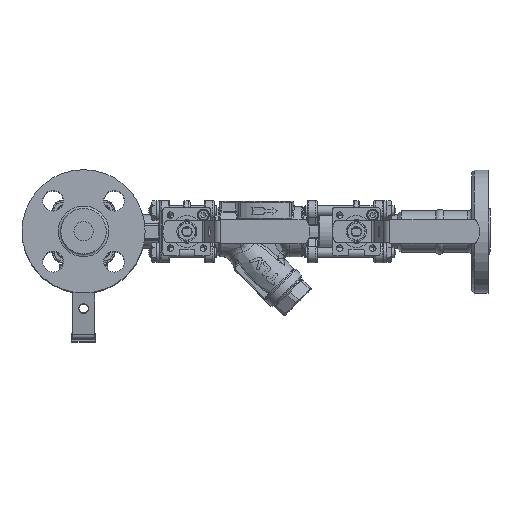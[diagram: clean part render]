
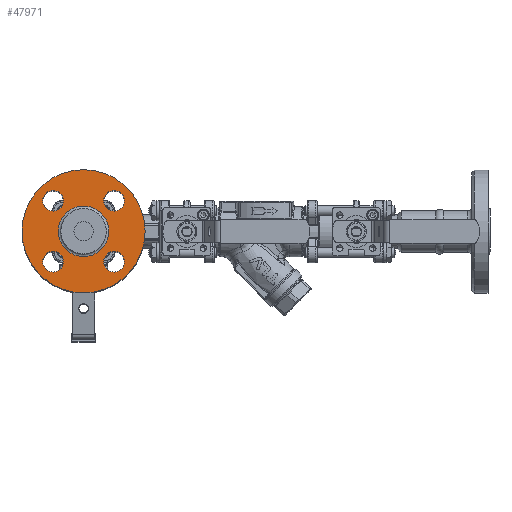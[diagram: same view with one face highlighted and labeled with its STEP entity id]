
A CAD part, top view. The second image highlights one B-rep face of the part: STEP entity #47971.
In plain terms, the highlighted planar face has unit normal (0, 0, 1).
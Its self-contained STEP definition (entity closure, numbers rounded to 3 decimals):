
#4438=FACE_BOUND('',#14583,.T.);
#4439=FACE_BOUND('',#14584,.T.);
#4440=FACE_BOUND('',#14585,.T.);
#4441=FACE_BOUND('',#14586,.T.);
#4442=FACE_BOUND('',#14587,.T.);
#4660=PLANE('',#51054);
#11564=FACE_OUTER_BOUND('',#14582,.T.);
#14582=EDGE_LOOP('',(#32733));
#14583=EDGE_LOOP('',(#32734));
#14584=EDGE_LOOP('',(#32735));
#14585=EDGE_LOOP('',(#32736));
#14586=EDGE_LOOP('',(#32737));
#14587=EDGE_LOOP('',(#32738));
#17821=CIRCLE('',#51051,19.486);
#17824=CIRCLE('',#51055,47.5);
#17825=CIRCLE('',#51056,8.);
#17826=CIRCLE('',#51057,8.);
#17827=CIRCLE('',#51058,8.);
#17828=CIRCLE('',#51059,8.);
#20542=VERTEX_POINT('',#70904);
#20544=VERTEX_POINT('',#70910);
#20545=VERTEX_POINT('',#70912);
#20546=VERTEX_POINT('',#70914);
#20547=VERTEX_POINT('',#70916);
#20548=VERTEX_POINT('',#70918);
#25158=EDGE_CURVE('',#20542,#20542,#17821,.T.);
#25161=EDGE_CURVE('',#20544,#20544,#17824,.T.);
#25162=EDGE_CURVE('',#20545,#20545,#17825,.T.);
#25163=EDGE_CURVE('',#20546,#20546,#17826,.T.);
#25164=EDGE_CURVE('',#20547,#20547,#17827,.T.);
#25165=EDGE_CURVE('',#20548,#20548,#17828,.T.);
#32733=ORIENTED_EDGE('',*,*,#25161,.F.);
#32734=ORIENTED_EDGE('',*,*,#25162,.T.);
#32735=ORIENTED_EDGE('',*,*,#25163,.T.);
#32736=ORIENTED_EDGE('',*,*,#25164,.T.);
#32737=ORIENTED_EDGE('',*,*,#25165,.T.);
#32738=ORIENTED_EDGE('',*,*,#25158,.F.);
#47971=ADVANCED_FACE('',(#11564,#4438,#4439,#4440,#4441,#4442),#4660,.F.);
#51051=AXIS2_PLACEMENT_3D('',#70905,#56907,#56908);
#51054=AXIS2_PLACEMENT_3D('',#70909,#56913,#56914);
#51055=AXIS2_PLACEMENT_3D('',#70911,#56915,#56916);
#51056=AXIS2_PLACEMENT_3D('',#70913,#56917,#56918);
#51057=AXIS2_PLACEMENT_3D('',#70915,#56919,#56920);
#51058=AXIS2_PLACEMENT_3D('',#70917,#56921,#56922);
#51059=AXIS2_PLACEMENT_3D('',#70919,#56923,#56924);
#56907=DIRECTION('center_axis',(0.,0.,
1.));
#56908=DIRECTION('ref_axis',(-1.,0.,0.));
#56913=DIRECTION('center_axis',(0.,0.,
-1.));
#56914=DIRECTION('ref_axis',(1.,0.,0.));
#56915=DIRECTION('center_axis',(0.,0.,
-1.));
#56916=DIRECTION('ref_axis',(1.,0.,0.));
#56917=DIRECTION('center_axis',(0.,0.,
-1.));
#56918=DIRECTION('ref_axis',(-1.,0.,0.));
#56919=DIRECTION('center_axis',(0.,0.,
-1.));
#56920=DIRECTION('ref_axis',(0.,1.,0.));
#56921=DIRECTION('center_axis',(0.,0.,
-1.));
#56922=DIRECTION('ref_axis',(1.,0.,0.));
#56923=DIRECTION('center_axis',(0.,0.,
-1.));
#56924=DIRECTION('ref_axis',(0.,-1.,0.));
#70904=CARTESIAN_POINT('',(-125.549,18.833,190.983));
#70905=CARTESIAN_POINT('Origin',(-145.036,18.833,190.983));
#70909=CARTESIAN_POINT('Origin',(-145.036,18.833,190.983));
#70910=CARTESIAN_POINT('',(-192.536,18.833,190.983));
#70911=CARTESIAN_POINT('Origin',(-145.036,18.833,190.983));
#70912=CARTESIAN_POINT('',(-160.547,-4.679,190.983));
#70913=CARTESIAN_POINT('Origin',(-168.547,-4.679,190.983));
#70914=CARTESIAN_POINT('',(-168.547,34.344,190.983));
#70915=CARTESIAN_POINT('Origin',(-168.547,42.344,190.983));
#70916=CARTESIAN_POINT('',(-129.525,42.344,190.983));
#70917=CARTESIAN_POINT('Origin',(-121.525,42.344,190.983));
#70918=CARTESIAN_POINT('',(-121.525,3.321,190.983));
#70919=CARTESIAN_POINT('Origin',(-121.525,-4.679,190.983));
